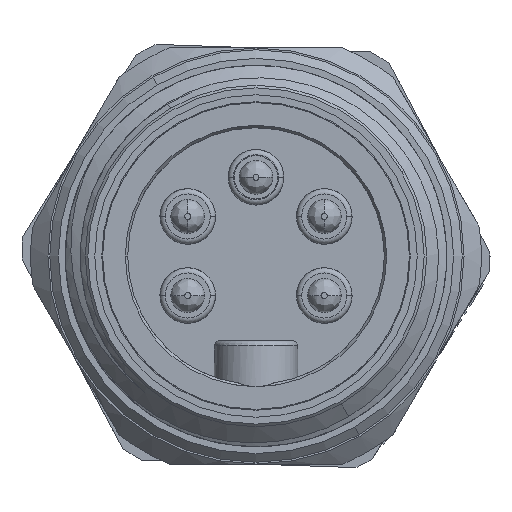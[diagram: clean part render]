
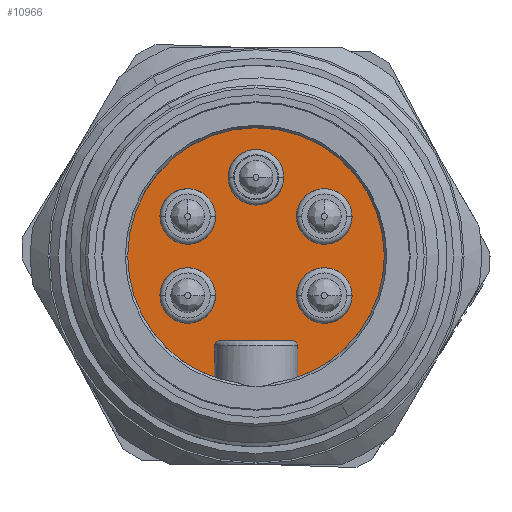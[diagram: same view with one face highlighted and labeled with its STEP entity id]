
A CAD part, front view. The second image highlights one B-rep face of the part: STEP entity #10966.
In plain terms, the highlighted planar face has unit normal (0, -1, 0).
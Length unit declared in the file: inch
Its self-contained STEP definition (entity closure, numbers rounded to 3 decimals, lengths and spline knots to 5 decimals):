
#1=DIRECTION('',(0.,0.,1.));
#2=VECTOR('',#1,0.07126);
#3=CARTESIAN_POINT('',(-0.09449,-0.11024,
-0.27559));
#4=LINE('',#3,#2);
#23=DIRECTION('',(1.,0.,0.));
#24=VECTOR('',#23,0.16535);
#25=CARTESIAN_POINT('',(-0.08268,-0.11024,
-0.19252));
#26=LINE('',#25,#24);
#35=DIRECTION('',(0.,0.,-1.));
#36=VECTOR('',#35,0.07126);
#37=CARTESIAN_POINT('',(0.09449,-0.11024,
-0.20433));
#38=LINE('',#37,#36);
#39=CARTESIAN_POINT('',(0.08268,-0.11024,
-0.20433));
#40=DIRECTION('',(0.,-1.,0.));
#41=DIRECTION('',(1.,0.,0.));
#42=AXIS2_PLACEMENT_3D('',#39,#40,#41);
#44=CARTESIAN_POINT('',(-0.08268,-0.11024,
-0.20433));
#45=DIRECTION('',(0.,-1.,0.));
#46=DIRECTION('',(0.,0.,1.));
#47=AXIS2_PLACEMENT_3D('',#44,#45,#46);
#49=CARTESIAN_POINT('',(0.,-0.11024,0.));
#50=DIRECTION('',(0.,1.,0.));
#51=DIRECTION('',(-0.324,0.,-0.946));
#52=AXIS2_PLACEMENT_3D('',#49,#50,#51);
#54=CARTESIAN_POINT('',(0.,-0.11024,0.));
#55=DIRECTION('',(0.,1.,0.));
#56=DIRECTION('',(-1.,0.,0.));
#57=AXIS2_PLACEMENT_3D('',#54,#55,#56);
#59=CARTESIAN_POINT('',(0.,-0.11024,0.));
#60=DIRECTION('',(0.,1.,0.));
#61=DIRECTION('',(0.324,0.,0.946));
#62=AXIS2_PLACEMENT_3D('',#59,#60,#61);
#64=CARTESIAN_POINT('',(0.,-0.11024,0.));
#65=DIRECTION('',(0.,1.,0.));
#66=DIRECTION('',(1.,0.,0.));
#67=AXIS2_PLACEMENT_3D('',#64,#65,#66);
#69=CARTESIAN_POINT('',(0.15512,-0.11024,
0.08976));
#70=DIRECTION('',(0.,-1.,0.));
#71=DIRECTION('',(1.,0.,0.));
#72=AXIS2_PLACEMENT_3D('',#69,#70,#71);
#74=CARTESIAN_POINT('',(0.15512,-0.11024,
0.08976));
#75=DIRECTION('',(0.,-1.,0.));
#76=DIRECTION('',(-1.,0.,0.));
#77=AXIS2_PLACEMENT_3D('',#74,#75,#76);
#79=CARTESIAN_POINT('',(-0.15512,-0.11024,
-0.08976));
#80=DIRECTION('',(0.,-1.,0.));
#81=DIRECTION('',(1.,0.,0.));
#82=AXIS2_PLACEMENT_3D('',#79,#80,#81);
#84=CARTESIAN_POINT('',(-0.15512,-0.11024,
-0.08976));
#85=DIRECTION('',(0.,-1.,0.));
#86=DIRECTION('',(-1.,0.,0.));
#87=AXIS2_PLACEMENT_3D('',#84,#85,#86);
#89=CARTESIAN_POINT('',(0.15512,-0.11024,
-0.08976));
#90=DIRECTION('',(0.,-1.,0.));
#91=DIRECTION('',(1.,0.,0.));
#92=AXIS2_PLACEMENT_3D('',#89,#90,#91);
#94=CARTESIAN_POINT('',(0.15512,-0.11024,
-0.08976));
#95=DIRECTION('',(0.,-1.,0.));
#96=DIRECTION('',(-1.,0.,0.));
#97=AXIS2_PLACEMENT_3D('',#94,#95,#96);
#99=CARTESIAN_POINT('',(0.,-0.11024,0.17874));
#100=DIRECTION('',(0.,-1.,0.));
#101=DIRECTION('',(1.,0.,0.));
#102=AXIS2_PLACEMENT_3D('',#99,#100,#101);
#104=CARTESIAN_POINT('',(0.,-0.11024,0.17874));
#105=DIRECTION('',(0.,-1.,0.));
#106=DIRECTION('',(-1.,0.,0.));
#107=AXIS2_PLACEMENT_3D('',#104,#105,#106);
#109=CARTESIAN_POINT('',(-0.15512,-0.11024,
0.08976));
#110=DIRECTION('',(0.,-1.,0.));
#111=DIRECTION('',(1.,0.,0.));
#112=AXIS2_PLACEMENT_3D('',#109,#110,#111);
#114=CARTESIAN_POINT('',(-0.15512,-0.11024,
0.08976));
#115=DIRECTION('',(0.,-1.,0.));
#116=DIRECTION('',(-1.,0.,0.));
#117=AXIS2_PLACEMENT_3D('',#114,#115,#116);
#8799=CARTESIAN_POINT('',(-0.09449,-0.11024,
-0.20433));
#8801=VERTEX_POINT('',#8799);
#8804=CARTESIAN_POINT('',(-0.09449,-0.11024,
-0.27559));
#8805=VERTEX_POINT('',#8804);
#8806=CARTESIAN_POINT('',(-0.08268,-0.11024,
-0.19252));
#8808=VERTEX_POINT('',#8806);
#8811=CARTESIAN_POINT('',(0.08268,-0.11024,
-0.19252));
#8813=VERTEX_POINT('',#8811);
#8816=CARTESIAN_POINT('',(0.09449,-0.11024,
-0.20433));
#8818=VERTEX_POINT('',#8816);
#8820=CARTESIAN_POINT('',(0.09449,-0.11024,
-0.27559));
#8821=VERTEX_POINT('',#8820);
#8824=CARTESIAN_POINT('',(-0.29134,-0.11024,0.));
#8825=VERTEX_POINT('',#8824);
#8826=CARTESIAN_POINT('',(0.09449,-0.11024,
0.27559));
#8827=VERTEX_POINT('',#8826);
#8828=CARTESIAN_POINT('',(0.29134,-0.11024,0.));
#8829=VERTEX_POINT('',#8828);
#8830=CARTESIAN_POINT('',(0.21811,-0.11024,
0.08976));
#8831=CARTESIAN_POINT('',(0.09213,-0.11024,
0.08976));
#8832=VERTEX_POINT('',#8830);
#8833=VERTEX_POINT('',#8831);
#8834=CARTESIAN_POINT('',(-0.09213,-0.11024,
-0.08976));
#8835=CARTESIAN_POINT('',(-0.21811,-0.11024,
-0.08976));
#8836=VERTEX_POINT('',#8834);
#8837=VERTEX_POINT('',#8835);
#8838=CARTESIAN_POINT('',(0.21811,-0.11024,
-0.08976));
#8839=CARTESIAN_POINT('',(0.09213,-0.11024,
-0.08976));
#8840=VERTEX_POINT('',#8838);
#8841=VERTEX_POINT('',#8839);
#8842=CARTESIAN_POINT('',(0.06299,-0.11024,
0.17874));
#8843=CARTESIAN_POINT('',(-0.06299,-0.11024,
0.17874));
#8844=VERTEX_POINT('',#8842);
#8845=VERTEX_POINT('',#8843);
#8846=CARTESIAN_POINT('',(-0.09213,-0.11024,
0.08976));
#8847=CARTESIAN_POINT('',(-0.21811,-0.11024,
0.08976));
#8848=VERTEX_POINT('',#8846);
#8849=VERTEX_POINT('',#8847);
#10916=CARTESIAN_POINT('',(-0.14567,-0.11024,0.));
#10917=DIRECTION('',(0.,-1.,0.));
#10918=DIRECTION('',(0.,0.,-1.));
#10919=AXIS2_PLACEMENT_3D('',#10916,#10917,#10918);
#10920=PLANE('',#10919);
#10921=ORIENTED_EDGE('',*,*,#10907,.F.);
#10922=ORIENTED_EDGE('',*,*,#10896,.T.);
#10923=ORIENTED_EDGE('',*,*,#10881,.F.);
#10924=ORIENTED_EDGE('',*,*,#10864,.T.);
#10925=ORIENTED_EDGE('',*,*,#10849,.F.);
#10927=ORIENTED_EDGE('',*,*,#10926,.T.);
#10929=ORIENTED_EDGE('',*,*,#10928,.T.);
#10931=ORIENTED_EDGE('',*,*,#10930,.T.);
#10933=ORIENTED_EDGE('',*,*,#10932,.T.);
#10934=EDGE_LOOP('',(#10921,#10922,#10923,#10924,#10925,#10927,#10929,#10931,
#10933));
#10935=FACE_OUTER_BOUND('',#10934,.F.);
#10937=ORIENTED_EDGE('',*,*,#10936,.T.);
#10939=ORIENTED_EDGE('',*,*,#10938,.T.);
#10940=EDGE_LOOP('',(#10937,#10939));
#10941=FACE_BOUND('',#10940,.F.);
#10943=ORIENTED_EDGE('',*,*,#10942,.T.);
#10945=ORIENTED_EDGE('',*,*,#10944,.T.);
#10946=EDGE_LOOP('',(#10943,#10945));
#10947=FACE_BOUND('',#10946,.F.);
#10949=ORIENTED_EDGE('',*,*,#10948,.T.);
#10951=ORIENTED_EDGE('',*,*,#10950,.T.);
#10952=EDGE_LOOP('',(#10949,#10951));
#10953=FACE_BOUND('',#10952,.F.);
#10955=ORIENTED_EDGE('',*,*,#10954,.T.);
#10957=ORIENTED_EDGE('',*,*,#10956,.T.);
#10958=EDGE_LOOP('',(#10955,#10957));
#10959=FACE_BOUND('',#10958,.F.);
#10961=ORIENTED_EDGE('',*,*,#10960,.T.);
#10963=ORIENTED_EDGE('',*,*,#10962,.T.);
#10964=EDGE_LOOP('',(#10961,#10963));
#10965=FACE_BOUND('',#10964,.F.);
#10966=ADVANCED_FACE('',(#10935,#10941,#10947,#10953,#10959,#10965),#10920,.T.);
#43=CIRCLE('',#42,0.01181);
#48=CIRCLE('',#47,0.01181);
#53=CIRCLE('',#52,0.29134);
#58=CIRCLE('',#57,0.29134);
#63=CIRCLE('',#62,0.29134);
#68=CIRCLE('',#67,0.29134);
#73=CIRCLE('',#72,0.06299);
#78=CIRCLE('',#77,0.06299);
#83=CIRCLE('',#82,0.06299);
#88=CIRCLE('',#87,0.06299);
#93=CIRCLE('',#92,0.06299);
#98=CIRCLE('',#97,0.06299);
#103=CIRCLE('',#102,0.06299);
#108=CIRCLE('',#107,0.06299);
#113=CIRCLE('',#112,0.06299);
#118=CIRCLE('',#117,0.06299);
#10849=EDGE_CURVE('',#8805,#8801,#4,.T.);
#10864=EDGE_CURVE('',#8808,#8801,#48,.T.);
#10881=EDGE_CURVE('',#8808,#8813,#26,.T.);
#10896=EDGE_CURVE('',#8818,#8813,#43,.T.);
#10907=EDGE_CURVE('',#8818,#8821,#38,.T.);
#10926=EDGE_CURVE('',#8805,#8825,#53,.T.);
#10928=EDGE_CURVE('',#8825,#8827,#58,.T.);
#10930=EDGE_CURVE('',#8827,#8829,#63,.T.);
#10932=EDGE_CURVE('',#8829,#8821,#68,.T.);
#10936=EDGE_CURVE('',#8832,#8833,#73,.T.);
#10938=EDGE_CURVE('',#8833,#8832,#78,.T.);
#10942=EDGE_CURVE('',#8836,#8837,#83,.T.);
#10944=EDGE_CURVE('',#8837,#8836,#88,.T.);
#10948=EDGE_CURVE('',#8840,#8841,#93,.T.);
#10950=EDGE_CURVE('',#8841,#8840,#98,.T.);
#10954=EDGE_CURVE('',#8844,#8845,#103,.T.);
#10956=EDGE_CURVE('',#8845,#8844,#108,.T.);
#10960=EDGE_CURVE('',#8848,#8849,#113,.T.);
#10962=EDGE_CURVE('',#8849,#8848,#118,.T.);
